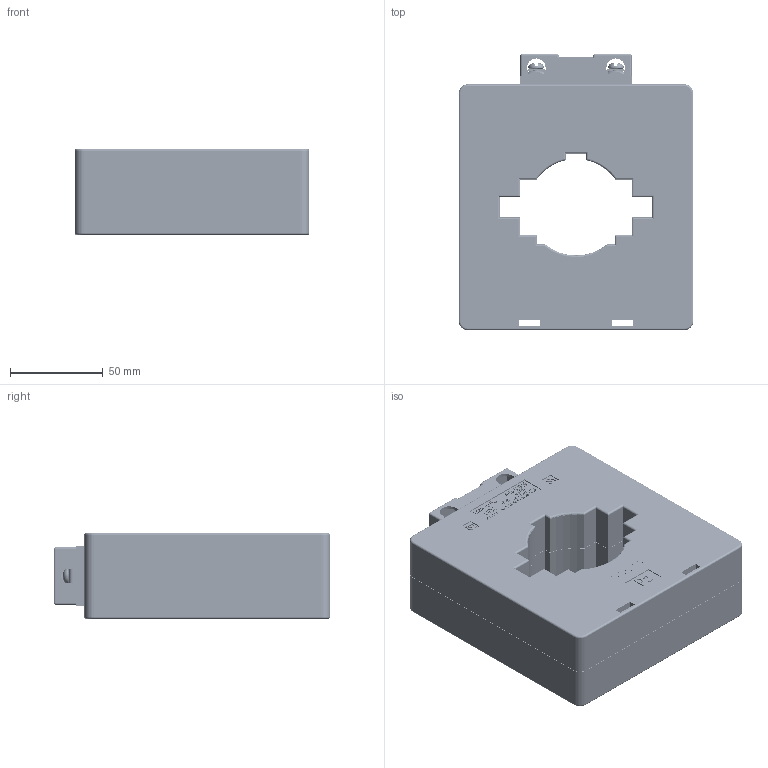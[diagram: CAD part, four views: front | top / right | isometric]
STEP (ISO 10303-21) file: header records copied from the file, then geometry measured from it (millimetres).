
FILE_DESCRIPTION (( 'STEP AP203' ), '1' );
FILE_NAME ('80超声波装配体.STEP', '2024-05-29T08:24:52', ( '微软用户' ), ( '微软中国' ), 'SwSTEP 2.0', 'SolidWorks 2019', '' );
FILE_SCHEMA (( 'CONFIG_CONTROL_DESIGN' ));
Products named in the file (7): 諉盄蹟佪3; 閉汒疏80 - P2; 80閉汒疏蚾饜极; 裔陔; 閉汒疏80 - P1; 諉盄啣; 肣И璃5x10陔
Assembly tree (9 placements, depth 2):
  80閉汒疏蚾饜极
    閉汒疏80 - P1
    閉汒疏80 - P2
    肣И璃5x10陔  x2
    諉盄啣  x2
    諉盄蹟佪3  x2
    裔陔
Bounding box: 126.5 x 149 x 46.2 mm (x, y, z)
Volume: 135871.4 mm3; surface area: 142377.3 mm2
Topology: 9 solids, 9 shells, 5713 faces, 13613 edges, 8646 vertices
Faces by surface type: plane 2356, torus 1118, cone 1112, bspline 837, cylinder 274, sphere 16
Entity records: 191036 total; most frequent: CARTESIAN_POINT 61500, ORIENTED_EDGE 26806, DIRECTION 26117, EDGE_CURVE 13403, AXIS2_PLACEMENT_3D 9651, VERTEX_POINT 8522, LINE 6815, VECTOR 6815
